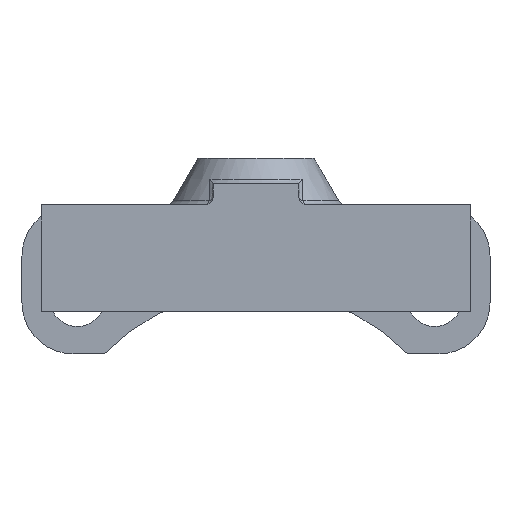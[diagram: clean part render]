
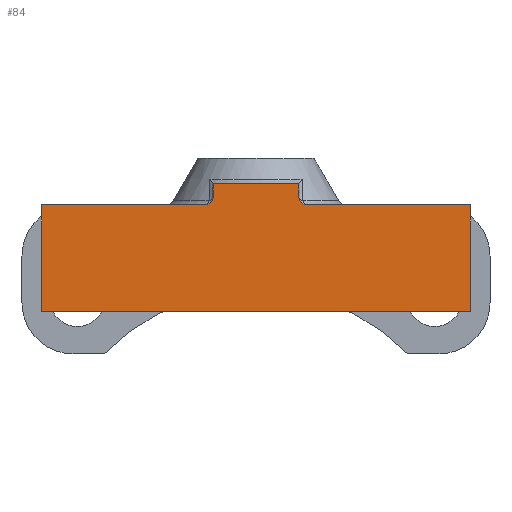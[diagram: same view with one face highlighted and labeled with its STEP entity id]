
A CAD part, front view. The second image highlights one B-rep face of the part: STEP entity #84.
In plain terms, the highlighted planar face has unit normal (0, -1, 0).
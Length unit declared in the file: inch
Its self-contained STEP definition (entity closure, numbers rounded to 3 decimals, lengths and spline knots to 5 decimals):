
#16 = EDGE_CURVE ( 'NONE', #2181, #1333, #1538, .T. ) ;
#25 = EDGE_CURVE ( 'NONE', #1314, #838, #1556, .T. ) ;
#84 = ADVANCED_FACE ( 'NONE', ( #1605 ), #2167, .F. ) ;
#225 = EDGE_CURVE ( 'NONE', #2506, #2513, #820, .T. ) ;
#245 = EDGE_CURVE ( 'NONE', #1330, #2192, #1165, .T. ) ;
#248 = EDGE_CURVE ( 'NONE', #2513, #2494, #834, .T. ) ;
#249 = EDGE_CURVE ( 'NONE', #838, #2494, #831, .T. ) ;
#253 = EDGE_CURVE ( 'NONE', #2493, #2506, #833, .T. ) ;
#254 = EDGE_CURVE ( 'NONE', #2493, #2181, #811, .T. ) ;
#265 = EDGE_CURVE ( 'NONE', #1333, #2192, #1837, .T. ) ;
#284 = VECTOR ( 'NONE', #503, 39.37008 ) ;
#305 = CARTESIAN_POINT ( 'NONE',  ( -2.51882, -3., 0. ) ) ;
#306 = DIRECTION ( 'NONE',  ( 0., 0., -1. ) ) ;
#499 = CARTESIAN_POINT ( 'NONE',  ( 0.5, -3., 0.25 ) ) ;
#503 = DIRECTION ( 'NONE',  ( 1., 0., 0. ) ) ;
#633 = CARTESIAN_POINT ( 'NONE',  ( -0.5, -3., 0.25 ) ) ;
#640 = CARTESIAN_POINT ( 'NONE',  ( 0.5, -3., 0.25 ) ) ;
#747 = ORIENTED_EDGE ( 'NONE', *, *, #254, .T. ) ;
#752 = ORIENTED_EDGE ( 'NONE', *, *, #225, .F. ) ;
#767 = ORIENTED_EDGE ( 'NONE', *, *, #16, .T. ) ;
#783 = ORIENTED_EDGE ( 'NONE', *, *, #248, .F. ) ;
#793 = ORIENTED_EDGE ( 'NONE', *, *, #253, .F. ) ;
#811 = CIRCLE ( 'NONE', #1219, 0.1 ) ;
#820 = LINE ( 'NONE', #499, #284 ) ;
#830 = VECTOR ( 'NONE', #1797, 39.37008 ) ;
#831 = CIRCLE ( 'NONE', #1218, 0.1 ) ;
#833 = LINE ( 'NONE', #1814, #1578 ) ;
#834 = LINE ( 'NONE', #1798, #836 ) ;
#836 = VECTOR ( 'NONE', #1805, 39.37008 ) ;
#838 = VERTEX_POINT ( 'NONE', #1256 ) ;
#1139 = ORIENTED_EDGE ( 'NONE', *, *, #265, .T. ) ;
#1140 = ORIENTED_EDGE ( 'NONE', *, *, #245, .F. ) ;
#1141 = ORIENTED_EDGE ( 'NONE', *, *, #1520, .F. ) ;
#1142 = ORIENTED_EDGE ( 'NONE', *, *, #25, .T. ) ;
#1143 = ORIENTED_EDGE ( 'NONE', *, *, #249, .T. ) ;
#1165 = LINE ( 'NONE', #1796, #830 ) ;
#1218 = AXIS2_PLACEMENT_3D ( 'NONE', #1804, #1806, #1807 ) ;
#1219 = AXIS2_PLACEMENT_3D ( 'NONE', #1817, #1820, #1821 ) ;
#1256 = CARTESIAN_POINT ( 'NONE',  ( 0.6, -3., 0. ) ) ;
#1282 = CARTESIAN_POINT ( 'NONE',  ( 2.51882, -3., 0. ) ) ;
#1301 = CARTESIAN_POINT ( 'NONE',  ( 2.51882, -3., -1.25 ) ) ;
#1304 = CARTESIAN_POINT ( 'NONE',  ( -2.51882, -3., 0. ) ) ;
#1314 = VERTEX_POINT ( 'NONE', #1282 ) ;
#1330 = VERTEX_POINT ( 'NONE', #1301 ) ;
#1333 = VERTEX_POINT ( 'NONE', #1304 ) ;
#1354 = EDGE_LOOP ( 'NONE', ( #1139, #1140, #1141, #1142, #1143, #783, #752, #793, #747, #767 ) ) ;
#1520 = EDGE_CURVE ( 'NONE', #1314, #1330, #1913, .T. ) ;
#1538 = LINE ( 'NONE', #2273, #1539 ) ;
#1539 = VECTOR ( 'NONE', #2274, 39.37008 ) ;
#1556 = LINE ( 'NONE', #2221, #1557 ) ;
#1557 = VECTOR ( 'NONE', #2222, 39.37008 ) ;
#1578 = VECTOR ( 'NONE', #1818, 39.37008 ) ;
#1605 = FACE_OUTER_BOUND ( 'NONE', #1354, .T. ) ;
#1729 = AXIS2_PLACEMENT_3D ( 'NONE', #2166, #2172, #2173 ) ;
#1796 = CARTESIAN_POINT ( 'NONE',  ( 0.5, -3., -1.25 ) ) ;
#1797 = DIRECTION ( 'NONE',  ( -1., 0., 0. ) ) ;
#1798 = CARTESIAN_POINT ( 'NONE',  ( 0.5, -3., 0. ) ) ;
#1804 = CARTESIAN_POINT ( 'NONE',  ( 0.6, -3., 0.1 ) ) ;
#1805 = DIRECTION ( 'NONE',  ( 0., 0., -1. ) ) ;
#1806 = DIRECTION ( 'NONE',  ( 0., 1., 0. ) ) ;
#1807 = DIRECTION ( 'NONE',  ( 0., 0., 1. ) ) ;
#1814 = CARTESIAN_POINT ( 'NONE',  ( -0.5, -3., 0. ) ) ;
#1817 = CARTESIAN_POINT ( 'NONE',  ( -0.6, -3., 0.1 ) ) ;
#1818 = DIRECTION ( 'NONE',  ( 0., 0., 1. ) ) ;
#1820 = DIRECTION ( 'NONE',  ( 0., 1., 0. ) ) ;
#1821 = DIRECTION ( 'NONE',  ( 0., 0., 1. ) ) ;
#1837 = LINE ( 'NONE', #305, #1838 ) ;
#1838 = VECTOR ( 'NONE', #306, 39.37008 ) ;
#1913 = LINE ( 'NONE', #1969, #1914 ) ;
#1914 = VECTOR ( 'NONE', #1970, 39.37008 ) ;
#1969 = CARTESIAN_POINT ( 'NONE',  ( 2.51882, -3., 0. ) ) ;
#1970 = DIRECTION ( 'NONE',  ( 0., 0., -1. ) ) ;
#2067 = CARTESIAN_POINT ( 'NONE',  ( -0.6, -3., 0. ) ) ;
#2076 = CARTESIAN_POINT ( 'NONE',  ( -2.51882, -3., -1.25 ) ) ;
#2129 = CARTESIAN_POINT ( 'NONE',  ( -0.5, -3., 0.1 ) ) ;
#2137 = CARTESIAN_POINT ( 'NONE',  ( 0.5, -3., 0.1 ) ) ;
#2166 = CARTESIAN_POINT ( 'NONE',  ( 0.5, -3., 0. ) ) ;
#2167 = PLANE ( 'NONE',  #1729 ) ;
#2172 = DIRECTION ( 'NONE',  ( 0., 1., 0. ) ) ;
#2173 = DIRECTION ( 'NONE',  ( 0., 0., 1. ) ) ;
#2181 = VERTEX_POINT ( 'NONE', #2067 ) ;
#2192 = VERTEX_POINT ( 'NONE', #2076 ) ;
#2221 = CARTESIAN_POINT ( 'NONE',  ( -2.3064, -3., 0. ) ) ;
#2222 = DIRECTION ( 'NONE',  ( -1., 0., 0. ) ) ;
#2273 = CARTESIAN_POINT ( 'NONE',  ( -2.3064, -3., 0. ) ) ;
#2274 = DIRECTION ( 'NONE',  ( -1., 0., 0. ) ) ;
#2493 = VERTEX_POINT ( 'NONE', #2129 ) ;
#2494 = VERTEX_POINT ( 'NONE', #2137 ) ;
#2506 = VERTEX_POINT ( 'NONE', #633 ) ;
#2513 = VERTEX_POINT ( 'NONE', #640 ) ;
